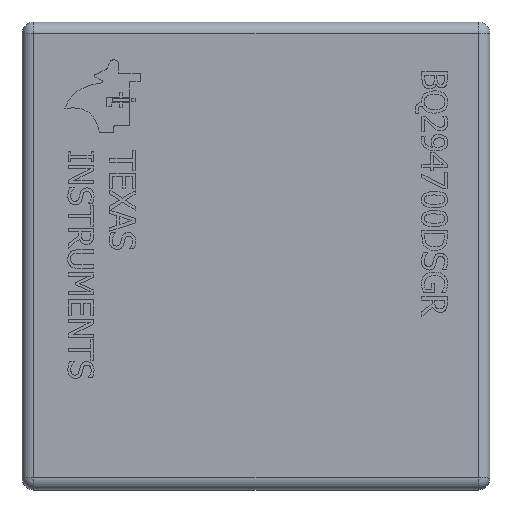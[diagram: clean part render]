
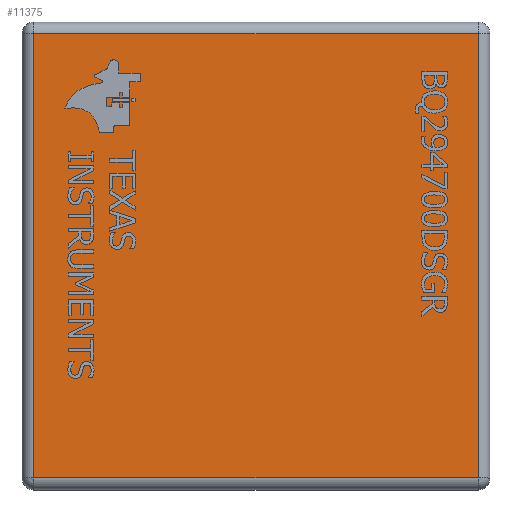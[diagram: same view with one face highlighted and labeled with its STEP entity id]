
A CAD part, top view. The second image highlights one B-rep face of the part: STEP entity #11375.
In plain terms, the highlighted face is planar.
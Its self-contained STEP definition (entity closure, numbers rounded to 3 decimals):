
#863=FACE_OUTER_BOUND('',#1515,.T.);
#1515=EDGE_LOOP('',(#7676,#7677,#7678,#7679));
#2213=LINE('',#14989,#3471);
#2215=LINE('',#14997,#3473);
#2217=LINE('',#15007,#3475);
#2219=LINE('',#15016,#3477);
#3471=VECTOR('',#12687,1.9);
#3473=VECTOR('',#12695,1.9);
#3475=VECTOR('',#12707,1.9);
#3477=VECTOR('',#12719,1.9);
#4728=VERTEX_POINT('',#14982);
#4731=VERTEX_POINT('',#14987);
#4732=VERTEX_POINT('',#14991);
#4735=VERTEX_POINT('',#15001);
#5879=EDGE_CURVE('',#4731,#4728,#2213,.T.);
#5883=EDGE_CURVE('',#4728,#4732,#2215,.T.);
#5888=EDGE_CURVE('',#4732,#4735,#2217,.T.);
#5893=EDGE_CURVE('',#4735,#4731,#2219,.T.);
#7676=ORIENTED_EDGE('',*,*,#5879,.F.);
#7677=ORIENTED_EDGE('',*,*,#5893,.F.);
#7678=ORIENTED_EDGE('',*,*,#5888,.F.);
#7679=ORIENTED_EDGE('',*,*,#5883,.F.);
#10934=PLANE('',#12095);
#11375=ADVANCED_FACE('',(#863),#10934,.T.);
#12095=AXIS2_PLACEMENT_3D('',#15071,#12765,#12766);
#12687=DIRECTION('',(-1.,0.,0.));
#12695=DIRECTION('',(0.,0.,-1.));
#12707=DIRECTION('',(1.,0.,0.));
#12719=DIRECTION('',(0.,0.,1.));
#12765=DIRECTION('center_axis',(0.,1.,0.));
#12766=DIRECTION('ref_axis',(1.,0.,0.));
#14982=CARTESIAN_POINT('',(-0.95,0.775,0.95));
#14987=CARTESIAN_POINT('',(0.95,0.775,0.95));
#14989=CARTESIAN_POINT('',(-0.5,0.775,0.95));
#14991=CARTESIAN_POINT('',(-0.95,0.775,-0.95));
#14997=CARTESIAN_POINT('',(-0.95,0.775,-0.5));
#15001=CARTESIAN_POINT('',(0.95,0.775,-0.95));
#15007=CARTESIAN_POINT('',(0.5,0.775,-0.95));
#15016=CARTESIAN_POINT('',(0.95,0.775,0.5));
#15071=CARTESIAN_POINT('Origin',(0.,0.775,0.));
